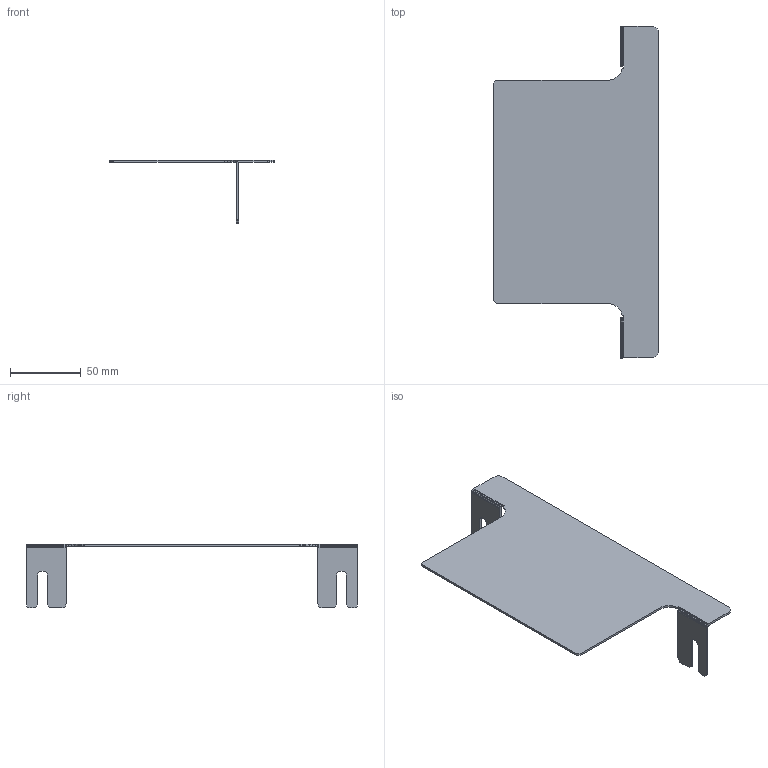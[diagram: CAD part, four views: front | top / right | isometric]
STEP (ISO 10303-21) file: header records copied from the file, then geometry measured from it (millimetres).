
FILE_DESCRIPTION(('FreeCAD Model'),'2;1');
FILE_NAME('Open CASCADE Shape Model','2022-12-01T12:57:21',('Author'),( ''),'Open CASCADE STEP processor 7.6','FreeCAD','Unknown');
FILE_SCHEMA(('AUTOMOTIVE_DESIGN { 1 0 10303 214 1 1 1 1 }'));
Length unit declared in the file: millimetre
Products named in the file (1): DS_240_38334___________________________________________________________
_______________________240____001001 (Solid)
Bounding box: 116.21 x 233.86 x 45 mm (x, y, z)
Volume: 33581.7 mm3; surface area: 46208.8 mm2
Topology: 1 solids, 1 shells, 141 faces, 413 edges, 274 vertices
Faces by surface type: plane 141
Entity records: 9966 total; most frequent: CARTESIAN_POINT 1655, DIRECTION 1523, LINE 1239, VECTOR 1239, ORIENTED_EDGE 826, PCURVE 826, DEFINITIONAL_REPRESENTATION 826, EDGE_CURVE 413
